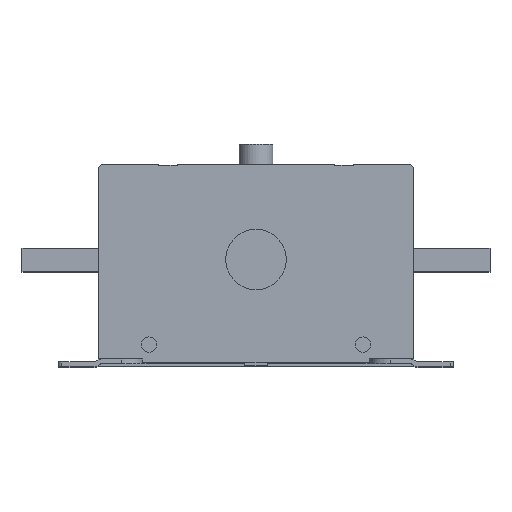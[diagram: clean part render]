
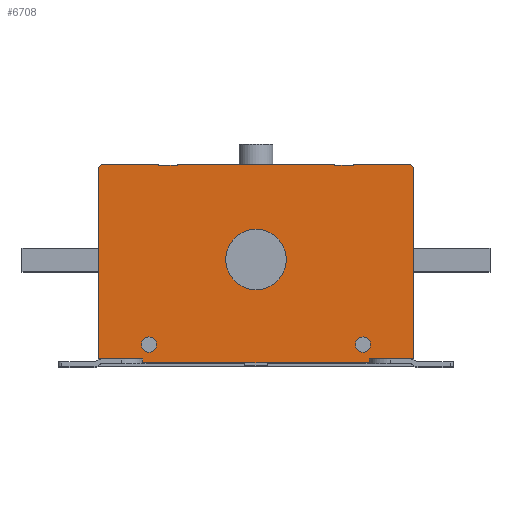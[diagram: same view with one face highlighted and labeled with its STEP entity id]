
A CAD part, top view. The second image highlights one B-rep face of the part: STEP entity #6708.
In plain terms, the highlighted planar face has unit normal (0, 0, 1).
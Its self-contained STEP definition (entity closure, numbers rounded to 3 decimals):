
#202=DIRECTION('',(0.,-1.,0.));
#203=VECTOR('',#202,124.);
#204=CARTESIAN_POINT('',(103.,59.,280.));
#205=LINE('',#204,#203);
#357=DIRECTION('',(-1.,0.,0.));
#358=VECTOR('',#357,147.8);
#359=CARTESIAN_POINT('',(73.9,-67.5,280.));
#360=LINE('',#359,#358);
#468=DIRECTION('',(0.,1.,0.));
#469=VECTOR('',#468,124.);
#470=CARTESIAN_POINT('',(-103.,-65.,280.));
#471=LINE('',#470,#469);
#564=DIRECTION('',(1.,0.,0.));
#565=VECTOR('',#564,36.3);
#566=CARTESIAN_POINT('',(-100.,62.,280.));
#567=LINE('',#566,#565);
#572=DIRECTION('',(0.,-1.,0.));
#573=VECTOR('',#572,0.5);
#574=CARTESIAN_POINT('',(-63.7,62.,280.));
#575=LINE('',#574,#573);
#584=DIRECTION('',(-1.,0.,0.));
#585=VECTOR('',#584,12.2);
#586=CARTESIAN_POINT('',(-51.5,61.5,280.));
#587=LINE('',#586,#585);
#588=DIRECTION('',(0.,-1.,0.));
#589=VECTOR('',#588,0.5);
#590=CARTESIAN_POINT('',(-51.5,62.,280.));
#591=LINE('',#590,#589);
#592=DIRECTION('',(-1.,0.,0.));
#593=VECTOR('',#592,103.);
#594=CARTESIAN_POINT('',(51.5,62.,280.));
#595=LINE('',#594,#593);
#596=DIRECTION('',(0.,1.,0.));
#597=VECTOR('',#596,0.5);
#598=CARTESIAN_POINT('',(51.5,61.5,280.));
#599=LINE('',#598,#597);
#600=DIRECTION('',(-1.,0.,0.));
#601=VECTOR('',#600,12.2);
#602=CARTESIAN_POINT('',(63.7,61.5,280.));
#603=LINE('',#602,#601);
#604=DIRECTION('',(0.,-1.,0.));
#605=VECTOR('',#604,0.5);
#606=CARTESIAN_POINT('',(63.7,62.,280.));
#607=LINE('',#606,#605);
#608=DIRECTION('',(-1.,0.,0.));
#609=VECTOR('',#608,36.3);
#610=CARTESIAN_POINT('',(100.,62.,280.));
#611=LINE('',#610,#609);
#612=CARTESIAN_POINT('',(100.,59.,280.));
#613=DIRECTION('',(0.,0.,1.));
#614=DIRECTION('',(1.,0.,0.));
#615=AXIS2_PLACEMENT_3D('',#612,#613,#614);
#617=DIRECTION('',(1.,0.,0.));
#618=VECTOR('',#617,29.1);
#619=CARTESIAN_POINT('',(73.9,-65.,280.));
#620=LINE('',#619,#618);
#621=DIRECTION('',(0.,1.,0.));
#622=VECTOR('',#621,2.5);
#623=CARTESIAN_POINT('',(73.9,-67.5,280.));
#624=LINE('',#623,#622);
#625=DIRECTION('',(0.,-1.,0.));
#626=VECTOR('',#625,2.5);
#627=CARTESIAN_POINT('',(-73.9,-65.,280.));
#628=LINE('',#627,#626);
#629=DIRECTION('',(1.,0.,0.));
#630=VECTOR('',#629,29.1);
#631=CARTESIAN_POINT('',(-103.,-65.,280.));
#632=LINE('',#631,#630);
#633=CARTESIAN_POINT('',(-100.,59.,280.));
#634=DIRECTION('',(0.,0.,1.));
#635=DIRECTION('',(0.,1.,0.));
#636=AXIS2_PLACEMENT_3D('',#633,#634,#635);
#638=CARTESIAN_POINT('',(70.,-55.63,280.));
#639=DIRECTION('',(0.,0.,-1.));
#640=DIRECTION('',(-1.,0.,0.));
#641=AXIS2_PLACEMENT_3D('',#638,#639,#640);
#643=CARTESIAN_POINT('',(70.,-55.63,280.));
#644=DIRECTION('',(0.,0.,-1.));
#645=DIRECTION('',(1.,0.,0.));
#646=AXIS2_PLACEMENT_3D('',#643,#644,#645);
#648=CARTESIAN_POINT('',(-70.,-55.63,280.));
#649=DIRECTION('',(0.,0.,-1.));
#650=DIRECTION('',(-1.,0.,0.));
#651=AXIS2_PLACEMENT_3D('',#648,#649,#650);
#653=CARTESIAN_POINT('',(-70.,-55.63,280.));
#654=DIRECTION('',(0.,0.,-1.));
#655=DIRECTION('',(1.,0.,0.));
#656=AXIS2_PLACEMENT_3D('',#653,#654,#655);
#658=CARTESIAN_POINT('',(0.,0.,280.));
#659=DIRECTION('',(0.,0.,-1.));
#660=DIRECTION('',(-1.,0.,0.));
#661=AXIS2_PLACEMENT_3D('',#658,#659,#660);
#663=CARTESIAN_POINT('',(0.,0.,280.));
#664=DIRECTION('',(0.,0.,-1.));
#665=DIRECTION('',(1.,0.,0.));
#666=AXIS2_PLACEMENT_3D('',#663,#664,#665);
#5299=CARTESIAN_POINT('',(103.,-65.,280.));
#5300=VERTEX_POINT('',#5299);
#5301=CARTESIAN_POINT('',(73.9,-65.,280.));
#5302=VERTEX_POINT('',#5301);
#5335=CARTESIAN_POINT('',(73.9,-67.5,280.));
#5336=VERTEX_POINT('',#5335);
#5425=CARTESIAN_POINT('',(-73.9,-67.5,280.));
#5426=VERTEX_POINT('',#5425);
#5427=CARTESIAN_POINT('',(-73.9,-65.,280.));
#5428=VERTEX_POINT('',#5427);
#5511=CARTESIAN_POINT('',(-103.,-65.,280.));
#5512=VERTEX_POINT('',#5511);
#6085=CARTESIAN_POINT('',(103.,59.,280.));
#6086=VERTEX_POINT('',#6085);
#6087=CARTESIAN_POINT('',(100.,62.,280.));
#6088=VERTEX_POINT('',#6087);
#6089=CARTESIAN_POINT('',(63.7,62.,280.));
#6090=VERTEX_POINT('',#6089);
#6091=CARTESIAN_POINT('',(63.7,61.5,280.));
#6092=VERTEX_POINT('',#6091);
#6093=CARTESIAN_POINT('',(51.5,61.5,280.));
#6094=VERTEX_POINT('',#6093);
#6095=CARTESIAN_POINT('',(51.5,62.,280.));
#6096=VERTEX_POINT('',#6095);
#6097=CARTESIAN_POINT('',(-51.5,62.,280.));
#6098=VERTEX_POINT('',#6097);
#6099=CARTESIAN_POINT('',(-51.5,61.5,280.));
#6100=VERTEX_POINT('',#6099);
#6101=CARTESIAN_POINT('',(-63.7,61.5,280.));
#6102=VERTEX_POINT('',#6101);
#6103=CARTESIAN_POINT('',(-63.7,62.,280.));
#6104=VERTEX_POINT('',#6103);
#6105=CARTESIAN_POINT('',(-100.,62.,280.));
#6106=VERTEX_POINT('',#6105);
#6107=CARTESIAN_POINT('',(-103.,59.,280.));
#6108=VERTEX_POINT('',#6107);
#6109=CARTESIAN_POINT('',(65.,-55.63,280.));
#6111=VERTEX_POINT('',#6109);
#6115=CARTESIAN_POINT('',(75.,-55.63,280.));
#6116=VERTEX_POINT('',#6115);
#6117=CARTESIAN_POINT('',(-75.,-55.63,280.));
#6119=VERTEX_POINT('',#6117);
#6123=CARTESIAN_POINT('',(-65.,-55.63,280.));
#6124=VERTEX_POINT('',#6123);
#6125=CARTESIAN_POINT('',(-19.8,0.,280.));
#6127=VERTEX_POINT('',#6125);
#6131=CARTESIAN_POINT('',(19.8,0.,280.));
#6132=VERTEX_POINT('',#6131);
#6653=CARTESIAN_POINT('',(0.,-2.75,280.));
#6654=DIRECTION('',(0.,0.,1.));
#6655=DIRECTION('',(1.,0.,0.));
#6656=AXIS2_PLACEMENT_3D('',#6653,#6654,#6655);
#6657=PLANE('',#6656);
#6659=ORIENTED_EDGE('',*,*,#6658,.F.);
#6661=ORIENTED_EDGE('',*,*,#6660,.F.);
#6663=ORIENTED_EDGE('',*,*,#6662,.F.);
#6665=ORIENTED_EDGE('',*,*,#6664,.F.);
#6667=ORIENTED_EDGE('',*,*,#6666,.F.);
#6669=ORIENTED_EDGE('',*,*,#6668,.F.);
#6671=ORIENTED_EDGE('',*,*,#6670,.F.);
#6673=ORIENTED_EDGE('',*,*,#6672,.F.);
#6674=ORIENTED_EDGE('',*,*,#6405,.T.);
#6676=ORIENTED_EDGE('',*,*,#6675,.F.);
#6678=ORIENTED_EDGE('',*,*,#6677,.F.);
#6679=ORIENTED_EDGE('',*,*,#6489,.T.);
#6681=ORIENTED_EDGE('',*,*,#6680,.F.);
#6683=ORIENTED_EDGE('',*,*,#6682,.F.);
#6684=ORIENTED_EDGE('',*,*,#6554,.T.);
#6685=ORIENTED_EDGE('',*,*,#6615,.F.);
#6686=ORIENTED_EDGE('',*,*,#6630,.T.);
#6687=ORIENTED_EDGE('',*,*,#6643,.T.);
#6688=EDGE_LOOP('',(#6659,#6661,#6663,#6665,#6667,#6669,#6671,#6673,#6674,#6676,
#6678,#6679,#6681,#6683,#6684,#6685,#6686,#6687));
#6689=FACE_OUTER_BOUND('',#6688,.F.);
#6691=ORIENTED_EDGE('',*,*,#6690,.F.);
#6693=ORIENTED_EDGE('',*,*,#6692,.F.);
#6694=EDGE_LOOP('',(#6691,#6693));
#6695=FACE_BOUND('',#6694,.F.);
#6697=ORIENTED_EDGE('',*,*,#6696,.F.);
#6699=ORIENTED_EDGE('',*,*,#6698,.F.);
#6700=EDGE_LOOP('',(#6697,#6699));
#6701=FACE_BOUND('',#6700,.F.);
#6703=ORIENTED_EDGE('',*,*,#6702,.F.);
#6705=ORIENTED_EDGE('',*,*,#6704,.F.);
#6706=EDGE_LOOP('',(#6703,#6705));
#6707=FACE_BOUND('',#6706,.F.);
#616=CIRCLE('',#615,3.);
#637=CIRCLE('',#636,3.);
#642=CIRCLE('',#641,5.);
#647=CIRCLE('',#646,5.);
#652=CIRCLE('',#651,5.);
#657=CIRCLE('',#656,5.);
#662=CIRCLE('',#661,19.8);
#667=CIRCLE('',#666,19.8);
#6405=EDGE_CURVE('',#6086,#5300,#205,.T.);
#6489=EDGE_CURVE('',#5336,#5426,#360,.T.);
#6554=EDGE_CURVE('',#5512,#6108,#471,.T.);
#6615=EDGE_CURVE('',#6106,#6108,#637,.T.);
#6630=EDGE_CURVE('',#6106,#6104,#567,.T.);
#6643=EDGE_CURVE('',#6104,#6102,#575,.T.);
#6658=EDGE_CURVE('',#6100,#6102,#587,.T.);
#6660=EDGE_CURVE('',#6098,#6100,#591,.T.);
#6662=EDGE_CURVE('',#6096,#6098,#595,.T.);
#6664=EDGE_CURVE('',#6094,#6096,#599,.T.);
#6666=EDGE_CURVE('',#6092,#6094,#603,.T.);
#6668=EDGE_CURVE('',#6090,#6092,#607,.T.);
#6670=EDGE_CURVE('',#6088,#6090,#611,.T.);
#6672=EDGE_CURVE('',#6086,#6088,#616,.T.);
#6675=EDGE_CURVE('',#5302,#5300,#620,.T.);
#6677=EDGE_CURVE('',#5336,#5302,#624,.T.);
#6680=EDGE_CURVE('',#5428,#5426,#628,.T.);
#6682=EDGE_CURVE('',#5512,#5428,#632,.T.);
#6690=EDGE_CURVE('',#6111,#6116,#642,.T.);
#6692=EDGE_CURVE('',#6116,#6111,#647,.T.);
#6696=EDGE_CURVE('',#6119,#6124,#652,.T.);
#6698=EDGE_CURVE('',#6124,#6119,#657,.T.);
#6702=EDGE_CURVE('',#6127,#6132,#662,.T.);
#6704=EDGE_CURVE('',#6132,#6127,#667,.T.);
#6708=ADVANCED_FACE('',(#6689,#6695,#6701,#6707),#6657,.T.);
